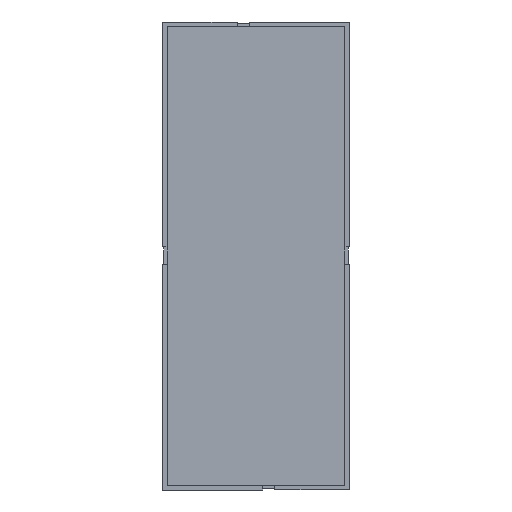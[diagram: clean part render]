
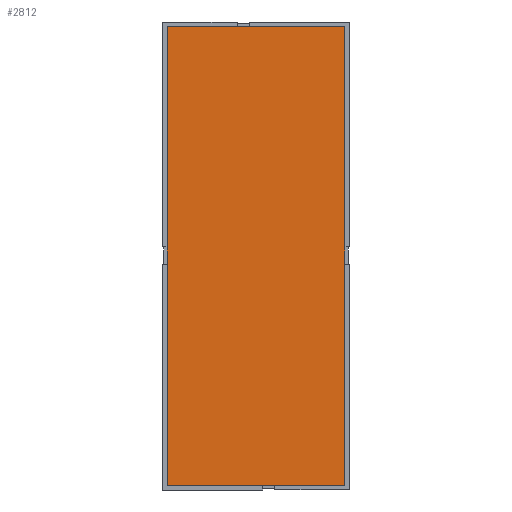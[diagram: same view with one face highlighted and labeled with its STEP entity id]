
A CAD part, top view. The second image highlights one B-rep face of the part: STEP entity #2812.
In plain terms, the highlighted planar face has unit normal (0, 0, 1).
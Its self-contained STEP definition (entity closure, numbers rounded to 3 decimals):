
#16 = EDGE_CURVE ( 'NONE', #799, #1452, #2605, .T. ) ;
#25 = DIRECTION ( 'NONE',  ( -1., 0., 0. ) ) ;
#30 = VECTOR ( 'NONE', #644, 1000. ) ;
#49 = VECTOR ( 'NONE', #694, 1000. ) ;
#75 = VECTOR ( 'NONE', #2750, 1000. ) ;
#95 = CARTESIAN_POINT ( 'NONE',  ( 19.9, -51.35, -0.1 ) ) ;
#136 = DIRECTION ( 'NONE',  ( 1., 0., 0. ) ) ;
#240 = CARTESIAN_POINT ( 'NONE',  ( 19.9, 2.05, -0.1 ) ) ;
#283 = LINE ( 'NONE', #1360, #752 ) ;
#338 = VERTEX_POINT ( 'NONE', #993 ) ;
#390 = DIRECTION ( 'NONE',  ( 1., 0., 0. ) ) ;
#439 = ORIENTED_EDGE ( 'NONE', *, *, #16, .T. ) ;
#452 = EDGE_LOOP ( 'NONE', ( #1951, #1608, #2675, #1437, #973, #1738, #439, #1406, #1109, #798, #1797, #1892 ) ) ;
#465 = CARTESIAN_POINT ( 'NONE',  ( -19.9, -51.35, -0.1 ) ) ;
#478 = DIRECTION ( 'NONE',  ( 0., 1., 0. ) ) ;
#505 = CARTESIAN_POINT ( 'NONE',  ( 19.9, -1.95, -0.1 ) ) ;
#517 = LINE ( 'NONE', #977, #2414 ) ;
#539 = VERTEX_POINT ( 'NONE', #872 ) ;
#602 = CARTESIAN_POINT ( 'NONE',  ( 1.5, -51.35, -0.1 ) ) ;
#605 = PLANE ( 'NONE',  #2847 ) ;
#616 = EDGE_CURVE ( 'NONE', #2136, #2751, #2459, .T. ) ;
#644 = DIRECTION ( 'NONE',  ( 0., -1., 0. ) ) ;
#694 = DIRECTION ( 'NONE',  ( -1., 0., 0. ) ) ;
#701 = VECTOR ( 'NONE', #1582, 1000. ) ;
#704 = CARTESIAN_POINT ( 'NONE',  ( -19.9, 51.35, -0.1 ) ) ;
#719 = CARTESIAN_POINT ( 'NONE',  ( 19.9, 51.35, -0.1 ) ) ;
#752 = VECTOR ( 'NONE', #2421, 1000. ) ;
#798 = ORIENTED_EDGE ( 'NONE', *, *, #616, .T. ) ;
#799 = VERTEX_POINT ( 'NONE', #95 ) ;
#818 = EDGE_CURVE ( 'NONE', #2325, #1263, #1638, .T. ) ;
#837 = CARTESIAN_POINT ( 'NONE',  ( -19.9, 2.05, -0.1 ) ) ;
#872 = CARTESIAN_POINT ( 'NONE',  ( -19.9, -1.95, -0.1 ) ) ;
#973 = ORIENTED_EDGE ( 'NONE', *, *, #2491, .T. ) ;
#977 = CARTESIAN_POINT ( 'NONE',  ( -19.9, 51.35, -0.1 ) ) ;
#993 = CARTESIAN_POINT ( 'NONE',  ( -19.9, 51.35, -0.1 ) ) ;
#1011 = DIRECTION ( 'NONE',  ( 0., 0., 1. ) ) ;
#1059 = CARTESIAN_POINT ( 'NONE',  ( -19.9, 51.35, -0.1 ) ) ;
#1082 = EDGE_CURVE ( 'NONE', #338, #2412, #283, .T. ) ;
#1109 = ORIENTED_EDGE ( 'NONE', *, *, #2564, .T. ) ;
#1263 = VERTEX_POINT ( 'NONE', #602 ) ;
#1360 = CARTESIAN_POINT ( 'NONE',  ( -19.9, 51.35, -0.1 ) ) ;
#1361 = CARTESIAN_POINT ( 'NONE',  ( 4.2, -51.35, -0.1 ) ) ;
#1377 = EDGE_CURVE ( 'NONE', #2141, #338, #2188, .T. ) ;
#1406 = ORIENTED_EDGE ( 'NONE', *, *, #1648, .T. ) ;
#1437 = ORIENTED_EDGE ( 'NONE', *, *, #818, .T. ) ;
#1452 = VERTEX_POINT ( 'NONE', #505 ) ;
#1573 = EDGE_CURVE ( 'NONE', #539, #2325, #517, .T. ) ;
#1582 = DIRECTION ( 'NONE',  ( 1., 0., 0. ) ) ;
#1599 = CARTESIAN_POINT ( 'NONE',  ( 19.9, 51.35, -0.1 ) ) ;
#1608 = ORIENTED_EDGE ( 'NONE', *, *, #2509, .T. ) ;
#1613 = DIRECTION ( 'NONE',  ( 0., 1., 0. ) ) ;
#1620 = LINE ( 'NONE', #2244, #1801 ) ;
#1638 = LINE ( 'NONE', #1675, #2155 ) ;
#1642 = CARTESIAN_POINT ( 'NONE',  ( 19.9, 51.35, -0.1 ) ) ;
#1648 = EDGE_CURVE ( 'NONE', #1452, #2029, #2278, .T. ) ;
#1675 = CARTESIAN_POINT ( 'NONE',  ( -19.9, -51.35, -0.1 ) ) ;
#1696 = LINE ( 'NONE', #1985, #30 ) ;
#1738 = ORIENTED_EDGE ( 'NONE', *, *, #2037, .T. ) ;
#1739 = LINE ( 'NONE', #2460, #2142 ) ;
#1797 = ORIENTED_EDGE ( 'NONE', *, *, #1987, .T. ) ;
#1801 = VECTOR ( 'NONE', #1613, 1000. ) ;
#1862 = DIRECTION ( 'NONE',  ( 0., -1., 0. ) ) ;
#1866 = CARTESIAN_POINT ( 'NONE',  ( -4.2, 51.35, -0.1 ) ) ;
#1892 = ORIENTED_EDGE ( 'NONE', *, *, #1377, .T. ) ;
#1951 = ORIENTED_EDGE ( 'NONE', *, *, #1082, .T. ) ;
#1985 = CARTESIAN_POINT ( 'NONE',  ( -19.9, 2.05, -0.1 ) ) ;
#1987 = EDGE_CURVE ( 'NONE', #2751, #2141, #1739, .T. ) ;
#1993 = VERTEX_POINT ( 'NONE', #1361 ) ;
#2029 = VERTEX_POINT ( 'NONE', #240 ) ;
#2033 = FACE_OUTER_BOUND ( 'NONE', #452, .T. ) ;
#2037 = EDGE_CURVE ( 'NONE', #1993, #799, #2073, .T. ) ;
#2073 = LINE ( 'NONE', #2442, #2824 ) ;
#2136 = VERTEX_POINT ( 'NONE', #719 ) ;
#2141 = VERTEX_POINT ( 'NONE', #1866 ) ;
#2142 = VECTOR ( 'NONE', #25, 1000. ) ;
#2154 = CARTESIAN_POINT ( 'NONE',  ( -19.9, -51.35, -0.1 ) ) ;
#2155 = VECTOR ( 'NONE', #136, 1000. ) ;
#2160 = CARTESIAN_POINT ( 'NONE',  ( 0., 0., -0.1 ) ) ;
#2188 = LINE ( 'NONE', #1059, #2656 ) ;
#2222 = DIRECTION ( 'NONE',  ( 1., 0., 0. ) ) ;
#2244 = CARTESIAN_POINT ( 'NONE',  ( 19.9, 51.35, -0.1 ) ) ;
#2278 = LINE ( 'NONE', #1642, #75 ) ;
#2325 = VERTEX_POINT ( 'NONE', #2154 ) ;
#2412 = VERTEX_POINT ( 'NONE', #837 ) ;
#2414 = VECTOR ( 'NONE', #1862, 1000. ) ;
#2421 = DIRECTION ( 'NONE',  ( 0., -1., 0. ) ) ;
#2442 = CARTESIAN_POINT ( 'NONE',  ( -19.9, -51.35, -0.1 ) ) ;
#2459 = LINE ( 'NONE', #704, #49 ) ;
#2460 = CARTESIAN_POINT ( 'NONE',  ( -19.9, 51.35, -0.1 ) ) ;
#2491 = EDGE_CURVE ( 'NONE', #1263, #1993, #2545, .T. ) ;
#2509 = EDGE_CURVE ( 'NONE', #2412, #539, #1696, .T. ) ;
#2545 = LINE ( 'NONE', #465, #701 ) ;
#2564 = EDGE_CURVE ( 'NONE', #2029, #2136, #1620, .T. ) ;
#2573 = VECTOR ( 'NONE', #478, 1000. ) ;
#2605 = LINE ( 'NONE', #1599, #2573 ) ;
#2656 = VECTOR ( 'NONE', #2814, 1000. ) ;
#2675 = ORIENTED_EDGE ( 'NONE', *, *, #1573, .T. ) ;
#2735 = CARTESIAN_POINT ( 'NONE',  ( -1.5, 51.35, -0.1 ) ) ;
#2750 = DIRECTION ( 'NONE',  ( 0., 1., 0. ) ) ;
#2751 = VERTEX_POINT ( 'NONE', #2735 ) ;
#2812 = ADVANCED_FACE ( 'NONE', ( #2033 ), #605, .T. ) ;
#2814 = DIRECTION ( 'NONE',  ( -1., 0., 0. ) ) ;
#2824 = VECTOR ( 'NONE', #2222, 1000. ) ;
#2847 = AXIS2_PLACEMENT_3D ( 'NONE', #2160, #1011, #390 ) ;
